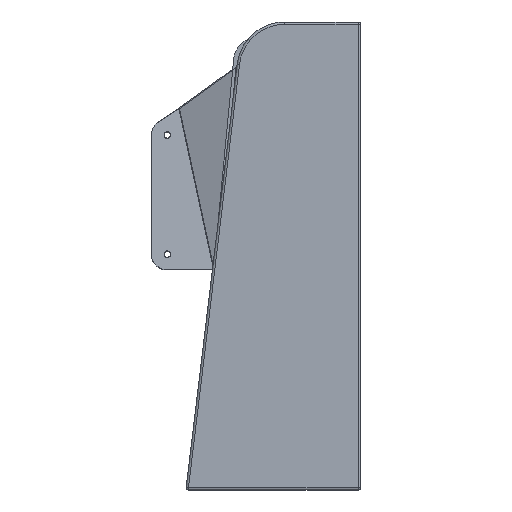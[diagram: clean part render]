
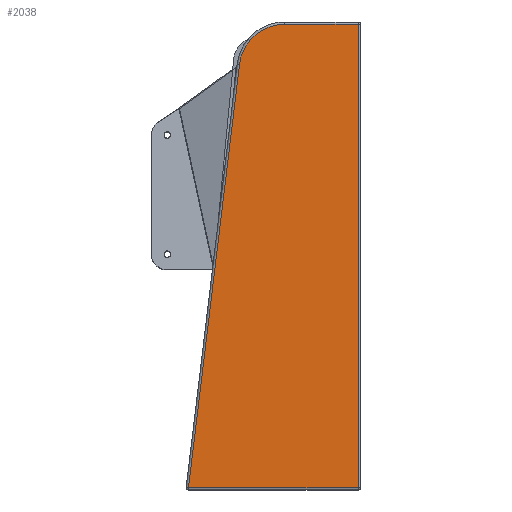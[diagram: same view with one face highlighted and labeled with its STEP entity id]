
A CAD part, left-side view. The second image highlights one B-rep face of the part: STEP entity #2038.
In plain terms, the highlighted planar face has unit normal (-1, 0, 0).
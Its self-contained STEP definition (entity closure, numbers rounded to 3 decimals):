
#411 = DIRECTION ( 'NONE',  ( 0., 0., -1. ) ) ;
#430 = PLANE ( 'NONE',  #1567 ) ;
#474 = DIRECTION ( 'NONE',  ( -1., 0., 0. ) ) ;
#503 = CARTESIAN_POINT ( 'NONE',  ( -670., 0., 0. ) ) ;
#812 = CARTESIAN_POINT ( 'NONE',  ( -670., 98.528, -34.033 ) ) ;
#1221 = LINE ( 'NONE', #3496, #1490 ) ;
#1237 = VECTOR ( 'NONE', #3928, 1000. ) ;
#1291 = FACE_OUTER_BOUND ( 'NONE', #7968, .T. ) ;
#1490 = VECTOR ( 'NONE', #3519, 1000. ) ;
#1493 = LINE ( 'NONE', #3951, #1237 ) ;
#1500 = VECTOR ( 'NONE', #3877, 1000. ) ;
#1523 = VECTOR ( 'NONE', #3301, 1000. ) ;
#1564 = LINE ( 'NONE', #3369, #1523 ) ;
#1567 = AXIS2_PLACEMENT_3D ( 'NONE', #503, #474, #411 ) ;
#1584 = CIRCLE ( 'NONE', #8157, 57. ) ;
#1680 = ORIENTED_EDGE ( 'NONE', *, *, #4469, .F. ) ;
#1991 = LINE ( 'NONE', #3823, #1500 ) ;
#2038 = ADVANCED_FACE ( 'NONE', ( #1291 ), #430, .T. ) ;
#2081 = CARTESIAN_POINT ( 'NONE',  ( -670., -50.86, -566.854 ) ) ;
#2415 = CARTESIAN_POINT ( 'NONE',  ( -670., -50.86, 16.146 ) ) ;
#2872 = VERTEX_POINT ( 'NONE', #3737 ) ;
#3024 = DIRECTION ( 'NONE',  ( 0., 0., -1. ) ) ;
#3053 = DIRECTION ( 'NONE',  ( 1., 0., 0. ) ) ;
#3076 = CARTESIAN_POINT ( 'NONE',  ( -670., 41.938, -40.854 ) ) ;
#3301 = DIRECTION ( 'NONE',  ( 0., -1., 0. ) ) ;
#3369 = CARTESIAN_POINT ( 'NONE',  ( -670., 0., 16.146 ) ) ;
#3496 = CARTESIAN_POINT ( 'NONE',  ( -670., -50.86, 0. ) ) ;
#3519 = DIRECTION ( 'NONE',  ( 0., 0., -1. ) ) ;
#3737 = CARTESIAN_POINT ( 'NONE',  ( -670., 162.756, -566.854 ) ) ;
#3823 = CARTESIAN_POINT ( 'NONE',  ( -670., 0., -566.854 ) ) ;
#3877 = DIRECTION ( 'NONE',  ( 0., 1., 0. ) ) ;
#3928 = DIRECTION ( 'NONE',  ( 0., -0.12, 0.993 ) ) ;
#3951 = CARTESIAN_POINT ( 'NONE',  ( -670., 93.073, 11.219 ) ) ;
#4036 = ORIENTED_EDGE ( 'NONE', *, *, #4471, .F. ) ;
#4277 = VERTEX_POINT ( 'NONE', #812 ) ;
#4289 = VERTEX_POINT ( 'NONE', #2415 ) ;
#4445 = EDGE_CURVE ( 'NONE', #2872, #4277, #1493, .T. ) ;
#4459 = EDGE_CURVE ( 'NONE', #7703, #2872, #1991, .T. ) ;
#4469 = EDGE_CURVE ( 'NONE', #4289, #7703, #1221, .T. ) ;
#4471 = EDGE_CURVE ( 'NONE', #7759, #4289, #1564, .T. ) ;
#4485 = EDGE_CURVE ( 'NONE', #4277, #7759, #1584, .T. ) ;
#7007 = ORIENTED_EDGE ( 'NONE', *, *, #4485, .F. ) ;
#7124 = ORIENTED_EDGE ( 'NONE', *, *, #4445, .F. ) ;
#7157 = CARTESIAN_POINT ( 'NONE',  ( -670., 41.938, 16.146 ) ) ;
#7703 = VERTEX_POINT ( 'NONE', #2081 ) ;
#7759 = VERTEX_POINT ( 'NONE', #7157 ) ;
#7968 = EDGE_LOOP ( 'NONE', ( #7124, #7973, #1680, #4036, #7007 ) ) ;
#7973 = ORIENTED_EDGE ( 'NONE', *, *, #4459, .F. ) ;
#8157 = AXIS2_PLACEMENT_3D ( 'NONE', #3076, #3053, #3024 ) ;
